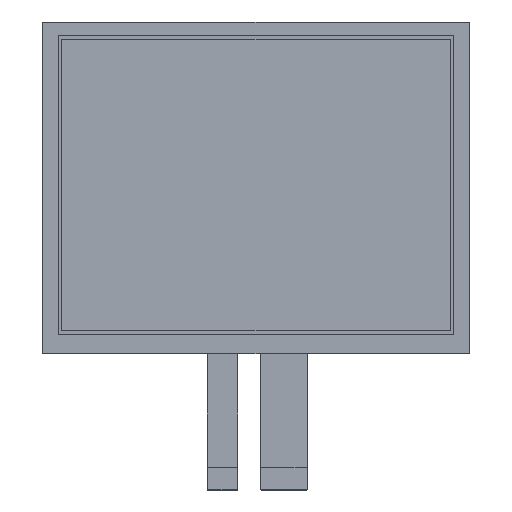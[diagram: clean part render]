
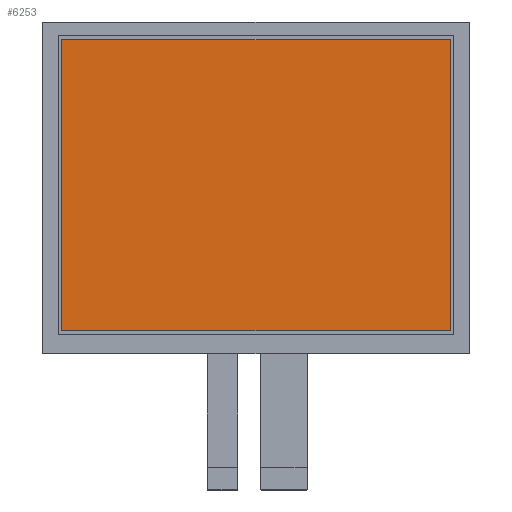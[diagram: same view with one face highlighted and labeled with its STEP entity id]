
A CAD part, top view. The second image highlights one B-rep face of the part: STEP entity #6253.
In plain terms, the highlighted planar face has unit normal (0, 0, 1).
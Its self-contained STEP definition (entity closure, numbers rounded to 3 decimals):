
#315=PLANE('',#6583);
#617=FACE_OUTER_BOUND('',#923,.T.);
#923=EDGE_LOOP('',(#5941,#5942,#5943,#5944));
#1769=LINE('',#9797,#2649);
#1773=LINE('',#9805,#2653);
#1776=LINE('',#9811,#2656);
#1779=LINE('',#9816,#2659);
#2649=VECTOR('',#8021,10.);
#2653=VECTOR('',#8027,10.);
#2656=VECTOR('',#8032,10.);
#2659=VECTOR('',#8037,10.);
#3261=VERTEX_POINT('',#9795);
#3262=VERTEX_POINT('',#9796);
#3265=VERTEX_POINT('',#9804);
#3267=VERTEX_POINT('',#9810);
#4137=EDGE_CURVE('',#3261,#3262,#1769,.T.);
#4141=EDGE_CURVE('',#3265,#3261,#1773,.T.);
#4144=EDGE_CURVE('',#3267,#3265,#1776,.T.);
#4147=EDGE_CURVE('',#3262,#3267,#1779,.T.);
#5941=ORIENTED_EDGE('',*,*,#4137,.T.);
#5942=ORIENTED_EDGE('',*,*,#4147,.T.);
#5943=ORIENTED_EDGE('',*,*,#4144,.T.);
#5944=ORIENTED_EDGE('',*,*,#4141,.T.);
#6253=ADVANCED_FACE('',(#617),#315,.T.);
#6583=AXIS2_PLACEMENT_3D('',#9868,#8083,#8084);
#8021=DIRECTION('',(1.,0.,0.));
#8027=DIRECTION('',(0.,-1.,0.));
#8032=DIRECTION('',(-1.,0.,0.));
#8037=DIRECTION('',(0.,1.,0.));
#8083=DIRECTION('center_axis',(0.,0.,1.));
#8084=DIRECTION('ref_axis',(1.,0.,0.));
#9795=CARTESIAN_POINT('',(-85.45,-64.1,0.));
#9796=CARTESIAN_POINT('',(85.45,-64.1,0.));
#9797=CARTESIAN_POINT('',(-42.725,-64.1,0.));
#9804=CARTESIAN_POINT('',(-85.45,64.1,0.));
#9805=CARTESIAN_POINT('',(-85.45,31.46,0.));
#9810=CARTESIAN_POINT('',(85.45,64.1,0.));
#9811=CARTESIAN_POINT('',(42.725,64.1,0.));
#9816=CARTESIAN_POINT('',(85.45,-32.64,0.));
#9868=CARTESIAN_POINT('Origin',(0.,-1.18,
0.));
